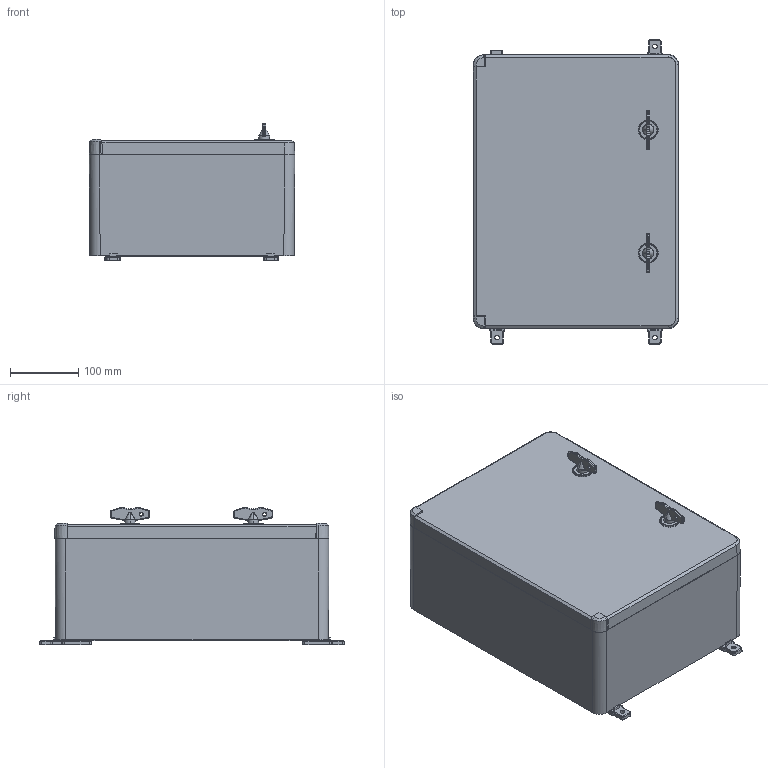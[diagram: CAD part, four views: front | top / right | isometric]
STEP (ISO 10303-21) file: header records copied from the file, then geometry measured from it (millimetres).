
FILE_DESCRIPTION (( 'STEP AP214' ), '1' );
FILE_NAME ('MKP92-N-403017-65 ÙÌÏï-ÓÕË1-IP65 IEK.STEP', '2024-03-11T11:49:46', ( '' ), ( '' ), 'SwSTEP 2.0', 'SolidWorks 2022', '' );
FILE_SCHEMA (( 'AUTOMOTIVE_DESIGN' ));
Length unit declared in the file: millimetre
Products named in the file (20): MKP92-N-403017-65 ЩМПп-УХЛ1-IP65 IEK; 300x400x170.sldasm-Part-22-1; 300x400x170.sldasm-Part-27-1; 300x400x170.sldasm-Part-12-1; 300x400x170.sldasm-Part-11-1; 300x400x170.sldasm-Part-15-1; 300x400x170.sldasm-Part-20-1; 300x400x170.sldasm-Part-13-1; 300x400x170.sldasm-Part-21-1; 300x400x170.sldasm-Part-3-1; 300x400x170.sldasm-Part-5-1; 300x400x170.sldasm-Part-18-1; 300x400x170.sldasm-Part-16-1; 300x400x170.sldasm-Part-4-1; 300x400x170.sldasm-Part-17-1; 300x400x170.sldasm-Part-19-1; 300x400x170.sldasm-Part-1-1; 300x400x170.sldasm-Part-2-1; 300x400x170.sldasm-Part-14-1; 300x400x170.sldasm-Part-10-1
Assembly tree (19 placements, depth 2):
  MKP92-N-403017-65 ЩМПп-УХЛ1-IP65 IEK
    300x400x170.sldasm-Part-1-1
    300x400x170.sldasm-Part-2-1
    300x400x170.sldasm-Part-3-1
    300x400x170.sldasm-Part-4-1
    300x400x170.sldasm-Part-5-1
    300x400x170.sldasm-Part-10-1
    300x400x170.sldasm-Part-11-1
    300x400x170.sldasm-Part-12-1
    300x400x170.sldasm-Part-13-1
    300x400x170.sldasm-Part-14-1
    300x400x170.sldasm-Part-15-1
    300x400x170.sldasm-Part-16-1
    300x400x170.sldasm-Part-17-1
    300x400x170.sldasm-Part-18-1
    300x400x170.sldasm-Part-19-1
    300x400x170.sldasm-Part-20-1
    300x400x170.sldasm-Part-21-1
    300x400x170.sldasm-Part-22-1
    300x400x170.sldasm-Part-27-1
Bounding box: 300 x 444.51 x 201.07 mm (x, y, z)
Volume: 1843005.3 mm3; surface area: 1424229.8 mm2
Topology: 17 solids, 19 shells, 3210 faces, 8338 edges, 5382 vertices
Faces by surface type: plane 1596, cylinder 985, cone 349, bspline 280
Entity records: 141788 total; most frequent: CARTESIAN_POINT 66900, ORIENTED_EDGE 16645, DIRECTION 13370, EDGE_CURVE 8330, VERTEX_POINT 5382, VECTOR 4822, LINE 4822, AXIS2_PLACEMENT_3D 4274
